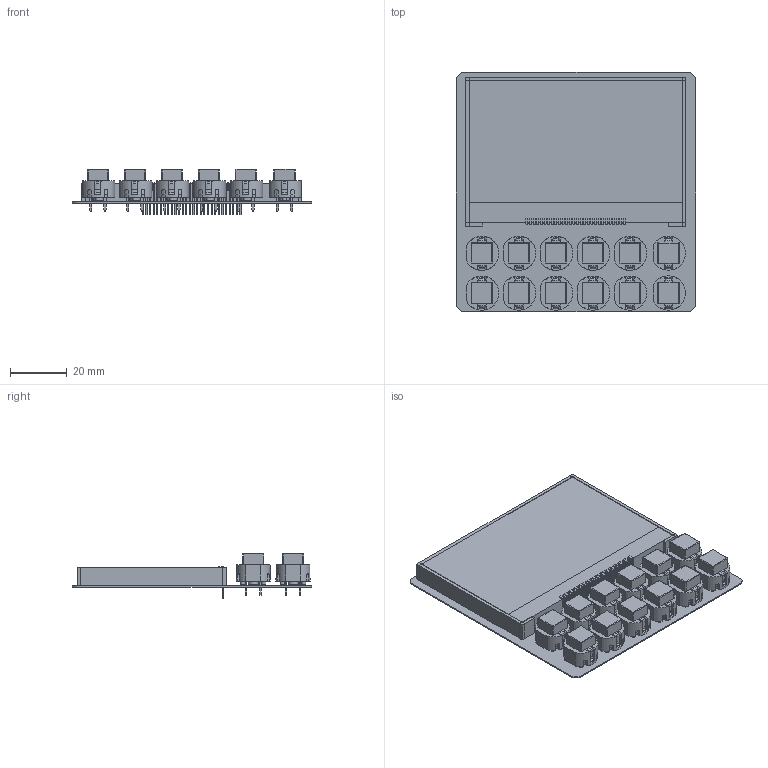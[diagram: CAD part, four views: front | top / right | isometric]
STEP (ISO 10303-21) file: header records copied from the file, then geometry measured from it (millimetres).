
FILE_DESCRIPTION(('Open CASCADE Model'),'2;1');
FILE_NAME('Open CASCADE Shape Model','2020-04-13T11:30:17',('Author'),( 'Open CASCADE'),'Open CASCADE STEP processor 6.8','Open CASCADE 6.8' ,'Unknown');
FILE_SCHEMA(('AUTOMOTIVE_DESIGN { 1 0 10303 214 1 1 1 1 }'));
Length unit declared in the file: millimetre
Products named in the file (37): PCB; Board; Open CASCADE STEP translator 6.8 4.1.1; STOP; D6C60F2LFS_RGB153; MORE; D6C60F2LFS; TD; SUB; D6C60F2LFS_RGB13391121; START; D6C60F2LFS_RGB1930808; RR; PIP; OK; MODE; D6C60F2LFS_RGB3326705; I:E; CANCEL; ADD; DISPLAY; 8662556224; Extruded; 8662553984; 8662555744; 8662558864; 8662557744; 8662554384; 8662551424; 8662552064
Assembly tree (126 placements, depth 4):
  PCB
    Board
      Open CASCADE STEP translator 6.8 4.1.1
    STOP
      D6C60F2LFS_RGB153
    MORE
      D6C60F2LFS
    TD
      D6C60F2LFS
    SUB
      D6C60F2LFS_RGB13391121
    START
      D6C60F2LFS_RGB1930808
    RR
      D6C60F2LFS
    PIP
      D6C60F2LFS
    OK
      D6C60F2LFS_RGB1930808
    MODE
      D6C60F2LFS_RGB3326705
    I:E
      D6C60F2LFS
    CANCEL
      D6C60F2LFS_RGB3326705
    ADD
      D6C60F2LFS_RGB13391121
    DISPLAY
      8662556224  x28
        Extruded
      8662553984
        Extruded
      8662555744
        Extruded
      8662558864
        Extruded
      8662557744  x2
        Extruded
      8662554384  x2
        Extruded
      8662551424  x28
        Extruded
      8662552064  x28
        Extruded
Bounding box: 84 x 84 x 15.97 mm (x, y, z)
Volume: 38247.6 mm3; surface area: 37391.1 mm2
Topology: 104 solids, 104 shells, 2320 faces, 5976 edges, 3900 vertices
Faces by surface type: plane 1576, cylinder 492, cone 120, torus 84, bspline 48
Full cylindrical faces by diameter (mm): 0.8 x28, 1.1 x48, 1.5 x24, 3.5 x12
Entity records: 35010 total; most frequent: CARTESIAN_POINT 6984, ORIENTED_EDGE 4584, DIRECTION 4513, EDGE_CURVE 2292, AXIS2_PLACEMENT_3D 1562, VERTEX_POINT 1493, LINE 1389, VECTOR 1389
